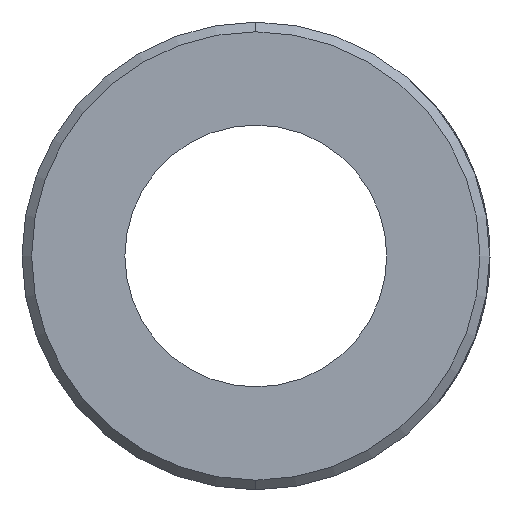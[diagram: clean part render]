
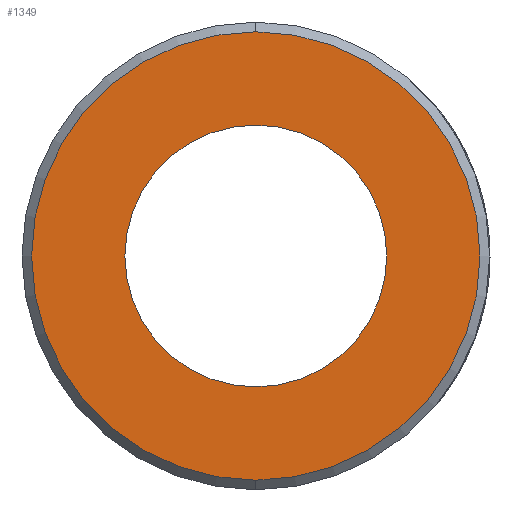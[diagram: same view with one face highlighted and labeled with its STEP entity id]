
A CAD part, front view. The second image highlights one B-rep face of the part: STEP entity #1349.
In plain terms, the highlighted planar face has unit normal (0, -1, 0).
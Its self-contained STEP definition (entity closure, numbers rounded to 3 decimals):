
#19 = CARTESIAN_POINT ( 'NONE',  ( 0., -2.95, 0. ) ) ;
#232 = VERTEX_POINT ( 'NONE', #857 ) ;
#261 = CARTESIAN_POINT ( 'NONE',  ( 0., -2.95, 0. ) ) ;
#278 = EDGE_CURVE ( 'NONE', #232, #446, #420, .T. ) ;
#292 = EDGE_LOOP ( 'NONE', ( #1733, #540 ) ) ;
#362 = EDGE_CURVE ( 'NONE', #412, #822, #1838, .T. ) ;
#382 = DIRECTION ( 'NONE',  ( 0., -1., 0. ) ) ;
#412 = VERTEX_POINT ( 'NONE', #2268 ) ;
#415 = ORIENTED_EDGE ( 'NONE', *, *, #1638, .T. ) ;
#420 = CIRCLE ( 'NONE', #519, 5.992 ) ;
#423 = AXIS2_PLACEMENT_3D ( 'NONE', #261, #1206, #1235 ) ;
#446 = VERTEX_POINT ( 'NONE', #1538 ) ;
#453 = FACE_OUTER_BOUND ( 'NONE', #292, .T. ) ;
#519 = AXIS2_PLACEMENT_3D ( 'NONE', #1044, #1624, #2189 ) ;
#540 = ORIENTED_EDGE ( 'NONE', *, *, #278, .T. ) ;
#597 = DIRECTION ( 'NONE',  ( 0., 1., 0. ) ) ;
#637 = CIRCLE ( 'NONE', #1759, 5.992 ) ;
#666 = DIRECTION ( 'NONE',  ( 0., 1., 0. ) ) ;
#822 = VERTEX_POINT ( 'NONE', #1902 ) ;
#857 = CARTESIAN_POINT ( 'NONE',  ( 0., -2.95, -5.992 ) ) ;
#863 = CARTESIAN_POINT ( 'NONE',  ( 0., -2.95, 0. ) ) ;
#876 = DIRECTION ( 'NONE',  ( 0., 0., 1. ) ) ;
#883 = AXIS2_PLACEMENT_3D ( 'NONE', #19, #597, #1364 ) ;
#917 = EDGE_LOOP ( 'NONE', ( #415, #1841 ) ) ;
#1044 = CARTESIAN_POINT ( 'NONE',  ( 0., -2.95, 0. ) ) ;
#1157 = DIRECTION ( 'NONE',  ( 0., 0., 1. ) ) ;
#1206 = DIRECTION ( 'NONE',  ( 0., 1., 0. ) ) ;
#1235 = DIRECTION ( 'NONE',  ( 0., 0., 1. ) ) ;
#1349 = ADVANCED_FACE ( 'NONE', ( #453, #1790 ), #2370, .F. ) ;
#1364 = DIRECTION ( 'NONE',  ( 0., 0., 1. ) ) ;
#1538 = CARTESIAN_POINT ( 'NONE',  ( 0., -2.95, 5.992 ) ) ;
#1619 = EDGE_CURVE ( 'NONE', #446, #232, #637, .T. ) ;
#1624 = DIRECTION ( 'NONE',  ( 0., -1., 0. ) ) ;
#1638 = EDGE_CURVE ( 'NONE', #822, #412, #2418, .T. ) ;
#1733 = ORIENTED_EDGE ( 'NONE', *, *, #1619, .T. ) ;
#1759 = AXIS2_PLACEMENT_3D ( 'NONE', #2292, #382, #1157 ) ;
#1790 = FACE_BOUND ( 'NONE', #917, .T. ) ;
#1838 = CIRCLE ( 'NONE', #883, 3.5 ) ;
#1841 = ORIENTED_EDGE ( 'NONE', *, *, #362, .T. ) ;
#1902 = CARTESIAN_POINT ( 'NONE',  ( 0., -2.95, 3.5 ) ) ;
#2189 = DIRECTION ( 'NONE',  ( 0., 0., 1. ) ) ;
#2268 = CARTESIAN_POINT ( 'NONE',  ( 0., -2.95, -3.5 ) ) ;
#2292 = CARTESIAN_POINT ( 'NONE',  ( 0., -2.95, 0. ) ) ;
#2303 = AXIS2_PLACEMENT_3D ( 'NONE', #863, #666, #876 ) ;
#2370 = PLANE ( 'NONE',  #2303 ) ;
#2418 = CIRCLE ( 'NONE', #423, 3.5 ) ;
